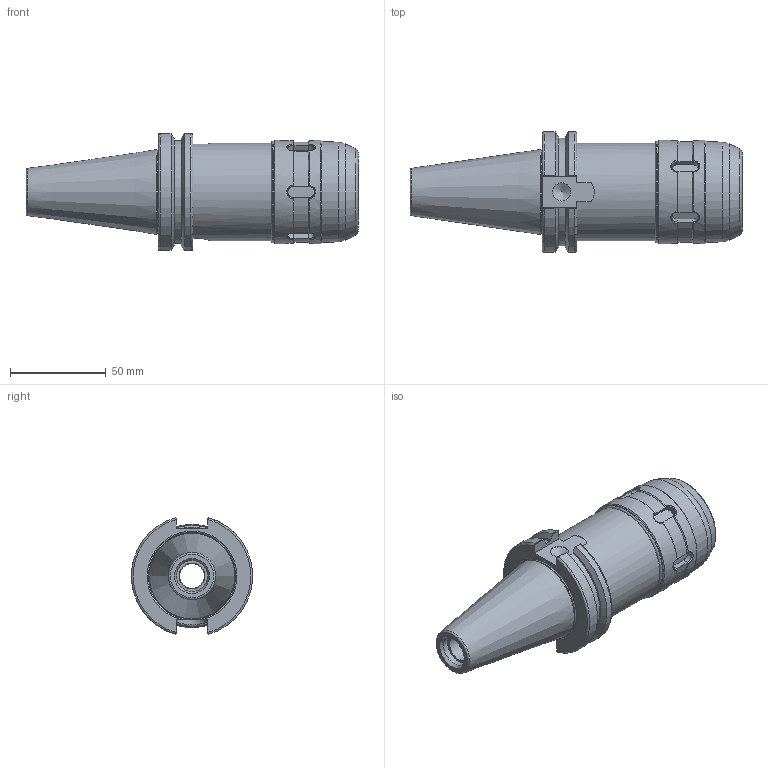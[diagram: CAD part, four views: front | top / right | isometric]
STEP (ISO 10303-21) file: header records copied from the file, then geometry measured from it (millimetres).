
FILE_DESCRIPTION(/* description */ (''),/* implementation_level */ '2;1');
FILE_NAME(/* name */ 'LB020.stp',/* time_stamp */ '2023-01-16T08:20:16+09:00',/* author */ ('eos'),/* organization */ (''),/* preprocessor_version */ 'ST-DEVELOPER v18.1',/* originating_system */ 'Autodesk Inventor 2022',/* authorisation */ '');
FILE_SCHEMA (('AUTOMOTIVE_DESIGN { 1 0 10303 214 3 1 1 }'));
Length unit declared in the file: millimetre
Products named in the file (3): LB020; CAT50; C32-CAP
Assembly tree (2 placements, depth 2):
  LB020
    CAT50
    C32-CAP
Bounding box: 173.75 x 63.26 x 61.09 mm (x, y, z)
Volume: 247209.5 mm3; surface area: 52521.2 mm2
Topology: 2 solids, 2 shells, 152 faces, 399 edges, 263 vertices
Faces by surface type: plane 55, cylinder 44, cone 30, bspline 12, torus 11
Full cylindrical faces by diameter (mm): 9.525 x1, 13 x1, 13.386 x1, 16.3 x1, 19.05 x1, 23 x1, 25.6 x1, 28.9 x1, 39.1 x3, 41 x2, 43.8 x1, 51 x1, 53 x1, 54 x2
Entity records: 6323 total; most frequent: CARTESIAN_POINT 2617, ORIENTED_EDGE 796, DIRECTION 699, EDGE_CURVE 398, AXIS2_PLACEMENT_3D 278, VERTEX_POINT 263, EDGE_LOOP 169, FACE_OUTER_BOUND 152
